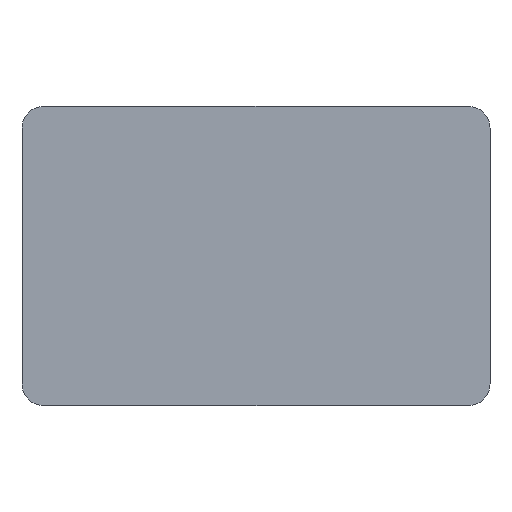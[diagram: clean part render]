
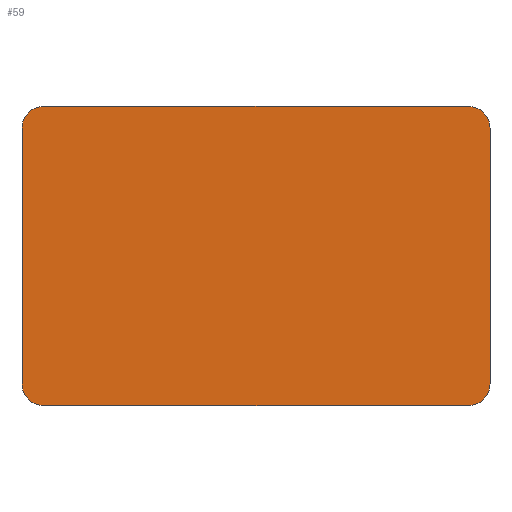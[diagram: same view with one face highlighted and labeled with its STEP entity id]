
A CAD part, front view. The second image highlights one B-rep face of the part: STEP entity #59.
In plain terms, the highlighted planar face has unit normal (0, -1, 0).
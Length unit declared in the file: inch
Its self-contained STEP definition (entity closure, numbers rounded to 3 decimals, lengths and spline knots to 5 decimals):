
#12 = CIRCLE ( 'NONE', #758, 0.25 ) ;
#32 = EDGE_CURVE ( 'NONE', #313, #257, #763, .T. ) ;
#48 = EDGE_LOOP ( 'NONE', ( #882, #933, #641, #887, #207, #129, #107, #354 ) ) ;
#59 = ADVANCED_FACE ( 'NONE', ( #389 ), #462, .T. ) ;
#64 = CARTESIAN_POINT ( 'NONE',  ( 2.6875, 0., 1.71875 ) ) ;
#95 = EDGE_CURVE ( 'NONE', #368, #467, #997, .T. ) ;
#107 = ORIENTED_EDGE ( 'NONE', *, *, #742, .F. ) ;
#129 = ORIENTED_EDGE ( 'NONE', *, *, #355, .T. ) ;
#149 = VECTOR ( 'NONE', #269, 39.37008 ) ;
#159 = DIRECTION ( 'NONE',  ( 0., 0., 1. ) ) ;
#165 = CARTESIAN_POINT ( 'NONE',  ( -2.6875, 0., -1.71875 ) ) ;
#202 = CARTESIAN_POINT ( 'NONE',  ( 2.4375, 0., -1.46875 ) ) ;
#207 = ORIENTED_EDGE ( 'NONE', *, *, #648, .F. ) ;
#208 = LINE ( 'NONE', #500, #149 ) ;
#255 = LINE ( 'NONE', #165, #482 ) ;
#257 = VERTEX_POINT ( 'NONE', #785 ) ;
#259 = CARTESIAN_POINT ( 'NONE',  ( -2.4375, 0., -1.46875 ) ) ;
#269 = DIRECTION ( 'NONE',  ( 0., 0., -1. ) ) ;
#276 = AXIS2_PLACEMENT_3D ( 'NONE', #202, #576, #428 ) ;
#282 = VECTOR ( 'NONE', #1004, 39.37008 ) ;
#283 = CARTESIAN_POINT ( 'NONE',  ( 2.6875, 0., 1.46875 ) ) ;
#291 = CARTESIAN_POINT ( 'NONE',  ( -2.4375, 0., -1.71875 ) ) ;
#300 = CARTESIAN_POINT ( 'NONE',  ( 2.6875, 0., -1.71875 ) ) ;
#313 = VERTEX_POINT ( 'NONE', #283 ) ;
#330 = VECTOR ( 'NONE', #608, 39.37008 ) ;
#348 = DIRECTION ( 'NONE',  ( 0., -1., 0. ) ) ;
#354 = ORIENTED_EDGE ( 'NONE', *, *, #803, .T. ) ;
#355 = EDGE_CURVE ( 'NONE', #488, #642, #725, .T. ) ;
#368 = VERTEX_POINT ( 'NONE', #409 ) ;
#389 = FACE_OUTER_BOUND ( 'NONE', #48, .T. ) ;
#407 = VERTEX_POINT ( 'NONE', #518 ) ;
#409 = CARTESIAN_POINT ( 'NONE',  ( 2.4375, 0., -1.71875 ) ) ;
#416 = DIRECTION ( 'NONE',  ( 0., 0., -1. ) ) ;
#428 = DIRECTION ( 'NONE',  ( 0., 0., -1. ) ) ;
#462 = PLANE ( 'NONE',  #998 ) ;
#467 = VERTEX_POINT ( 'NONE', #291 ) ;
#468 = AXIS2_PLACEMENT_3D ( 'NONE', #817, #348, #808 ) ;
#482 = VECTOR ( 'NONE', #159, 39.37008 ) ;
#484 = EDGE_CURVE ( 'NONE', #313, #407, #208, .T. ) ;
#488 = VERTEX_POINT ( 'NONE', #513 ) ;
#500 = CARTESIAN_POINT ( 'NONE',  ( 2.6875, 0., -1.71875 ) ) ;
#513 = CARTESIAN_POINT ( 'NONE',  ( -2.4375, 0., 1.71875 ) ) ;
#518 = CARTESIAN_POINT ( 'NONE',  ( 2.6875, 0., -1.46875 ) ) ;
#569 = DIRECTION ( 'NONE',  ( 0., -1., 0. ) ) ;
#576 = DIRECTION ( 'NONE',  ( 0., -1., 0. ) ) ;
#602 = DIRECTION ( 'NONE',  ( 0., 0., -1. ) ) ;
#608 = DIRECTION ( 'NONE',  ( -1., 0., 0. ) ) ;
#635 = AXIS2_PLACEMENT_3D ( 'NONE', #846, #850, #691 ) ;
#641 = ORIENTED_EDGE ( 'NONE', *, *, #484, .F. ) ;
#642 = VERTEX_POINT ( 'NONE', #909 ) ;
#648 = EDGE_CURVE ( 'NONE', #488, #257, #917, .T. ) ;
#675 = CARTESIAN_POINT ( 'NONE',  ( 0., 0., 0. ) ) ;
#691 = DIRECTION ( 'NONE',  ( 0., 0., -1. ) ) ;
#725 = CIRCLE ( 'NONE', #468, 0.25 ) ;
#732 = CARTESIAN_POINT ( 'NONE',  ( -2.6875, 0., -1.46875 ) ) ;
#742 = EDGE_CURVE ( 'NONE', #976, #642, #255, .T. ) ;
#758 = AXIS2_PLACEMENT_3D ( 'NONE', #259, #569, #416 ) ;
#763 = CIRCLE ( 'NONE', #635, 0.25 ) ;
#785 = CARTESIAN_POINT ( 'NONE',  ( 2.4375, 0., 1.71875 ) ) ;
#788 = CIRCLE ( 'NONE', #276, 0.25 ) ;
#803 = EDGE_CURVE ( 'NONE', #976, #467, #12, .T. ) ;
#808 = DIRECTION ( 'NONE',  ( 0., 0., -1. ) ) ;
#817 = CARTESIAN_POINT ( 'NONE',  ( -2.4375, 0., 1.46875 ) ) ;
#836 = DIRECTION ( 'NONE',  ( 0., -1., 0. ) ) ;
#846 = CARTESIAN_POINT ( 'NONE',  ( 2.4375, 0., 1.46875 ) ) ;
#850 = DIRECTION ( 'NONE',  ( 0., -1., 0. ) ) ;
#882 = ORIENTED_EDGE ( 'NONE', *, *, #95, .F. ) ;
#887 = ORIENTED_EDGE ( 'NONE', *, *, #32, .T. ) ;
#909 = CARTESIAN_POINT ( 'NONE',  ( -2.6875, 0., 1.46875 ) ) ;
#917 = LINE ( 'NONE', #64, #282 ) ;
#933 = ORIENTED_EDGE ( 'NONE', *, *, #970, .T. ) ;
#970 = EDGE_CURVE ( 'NONE', #368, #407, #788, .T. ) ;
#976 = VERTEX_POINT ( 'NONE', #732 ) ;
#997 = LINE ( 'NONE', #300, #330 ) ;
#998 = AXIS2_PLACEMENT_3D ( 'NONE', #675, #836, #602 ) ;
#1004 = DIRECTION ( 'NONE',  ( 1., 0., 0. ) ) ;
